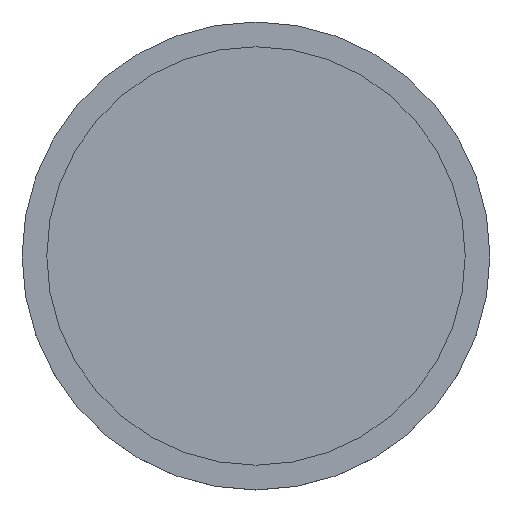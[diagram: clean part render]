
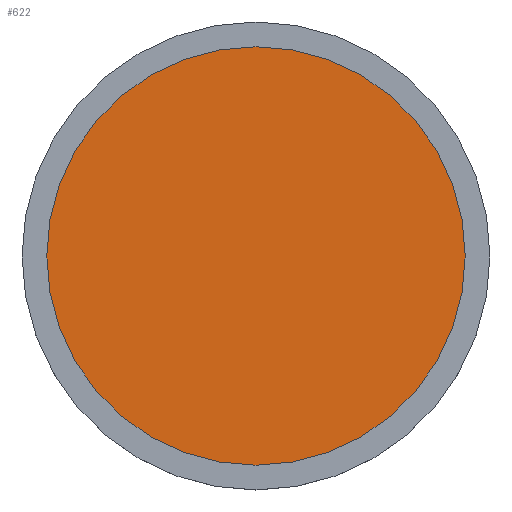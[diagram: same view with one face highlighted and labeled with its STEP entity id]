
A CAD part, top view. The second image highlights one B-rep face of the part: STEP entity #622.
In plain terms, the highlighted planar face has unit normal (0, 0, 1).
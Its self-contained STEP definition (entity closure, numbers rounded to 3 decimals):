
#175=CARTESIAN_POINT('',(0.,0.,13.225));
#176=DIRECTION('',(0.,0.,1.));
#177=DIRECTION('',(1.,0.,0.));
#178=AXIS2_PLACEMENT_3D('',#175,#176,#177);
#180=CARTESIAN_POINT('',(0.,0.,13.225));
#181=DIRECTION('',(0.,0.,1.));
#182=DIRECTION('',(-1.,0.,0.));
#183=AXIS2_PLACEMENT_3D('',#180,#181,#182);
#235=CARTESIAN_POINT('',(8.45,0.,13.225));
#237=VERTEX_POINT('',#235);
#239=CARTESIAN_POINT('',(-8.45,0.,13.225));
#240=VERTEX_POINT('',#239);
#613=CARTESIAN_POINT('',(0.,0.,13.225));
#614=DIRECTION('',(0.,0.,1.));
#615=DIRECTION('',(1.,0.,0.));
#616=AXIS2_PLACEMENT_3D('',#613,#614,#615);
#617=PLANE('',#616);
#618=ORIENTED_EDGE('',*,*,#569,.F.);
#619=ORIENTED_EDGE('',*,*,#596,.F.);
#620=EDGE_LOOP('',(#618,#619));
#621=FACE_OUTER_BOUND('',#620,.F.);
#622=ADVANCED_FACE('',(#621),#617,.T.);
#179=CIRCLE('',#178,8.45);
#184=CIRCLE('',#183,8.45);
#569=EDGE_CURVE('',#237,#240,#179,.T.);
#596=EDGE_CURVE('',#240,#237,#184,.T.);
